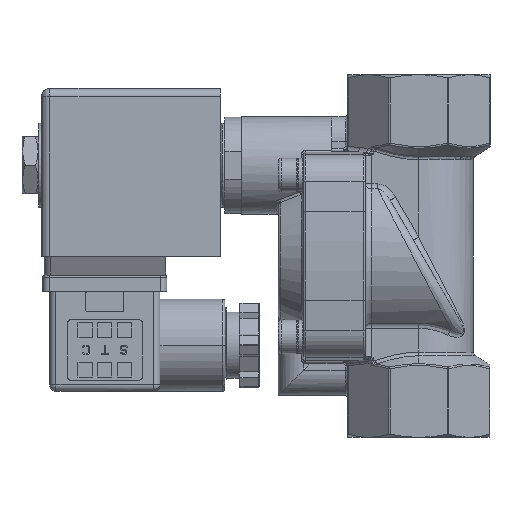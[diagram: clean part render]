
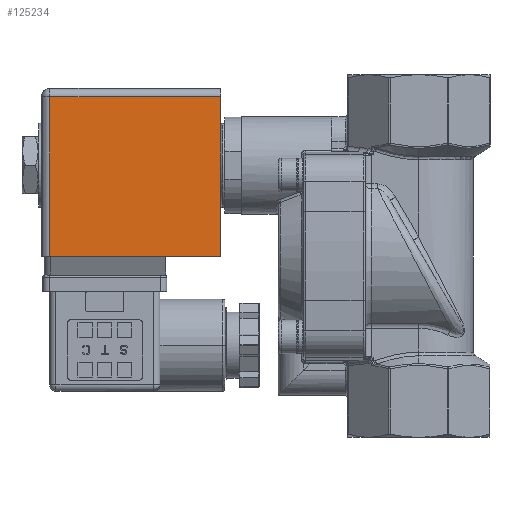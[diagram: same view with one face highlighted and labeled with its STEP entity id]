
A CAD part, left-side view. The second image highlights one B-rep face of the part: STEP entity #125234.
In plain terms, the highlighted planar face has unit normal (-1, 0, 0).
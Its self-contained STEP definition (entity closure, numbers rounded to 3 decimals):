
#8692 = EDGE_LOOP ( 'NONE', ( #92590, #75064, #99038, #59870 ) ) ;
#12069 = VERTEX_POINT ( 'NONE', #83748 ) ;
#12137 = DIRECTION ( 'NONE',  ( 0., 0., -1. ) ) ;
#13759 = VERTEX_POINT ( 'NONE', #28041 ) ;
#14585 = PLANE ( 'NONE',  #55670 ) ;
#17414 = VECTOR ( 'NONE', #25010, 1000. ) ;
#19853 = VECTOR ( 'NONE', #53725, 1000. ) ;
#25010 = DIRECTION ( 'NONE',  ( 0., 1., 0. ) ) ;
#28041 = CARTESIAN_POINT ( 'NONE',  ( -17.925, 41.2, 16.32 ) ) ;
#29984 = DIRECTION ( 'NONE',  ( 0., 0., 1. ) ) ;
#35477 = EDGE_CURVE ( 'NONE', #12069, #13759, #72082, .T. ) ;
#36922 = FACE_OUTER_BOUND ( 'NONE', #8692, .T. ) ;
#44901 = EDGE_CURVE ( 'NONE', #13759, #54984, #100761, .T. ) ;
#47085 = LINE ( 'NONE', #73510, #19853 ) ;
#52227 = CARTESIAN_POINT ( 'NONE',  ( -17.925, 41.2, -21.68 ) ) ;
#53725 = DIRECTION ( 'NONE',  ( 0., -1., 0. ) ) ;
#54984 = VERTEX_POINT ( 'NONE', #52227 ) ;
#55670 = AXIS2_PLACEMENT_3D ( 'NONE', #55849, #127972, #66202 ) ;
#55849 = CARTESIAN_POINT ( 'NONE',  ( -17.925, 0.5, -21.68 ) ) ;
#59870 = ORIENTED_EDGE ( 'NONE', *, *, #44901, .T. ) ;
#66202 = DIRECTION ( 'NONE',  ( 0., 0., 1. ) ) ;
#66358 = VERTEX_POINT ( 'NONE', #80881 ) ;
#72082 = LINE ( 'NONE', #117291, #17414 ) ;
#73510 = CARTESIAN_POINT ( 'NONE',  ( -17.925, 0.5, -21.68 ) ) ;
#75064 = ORIENTED_EDGE ( 'NONE', *, *, #82560, .T. ) ;
#80881 = CARTESIAN_POINT ( 'NONE',  ( -17.925, 0.5, -21.68 ) ) ;
#82560 = EDGE_CURVE ( 'NONE', #66358, #12069, #128408, .T. ) ;
#83748 = CARTESIAN_POINT ( 'NONE',  ( -17.925, 0.5, 16.32 ) ) ;
#86508 = EDGE_CURVE ( 'NONE', #54984, #66358, #47085, .T. ) ;
#92590 = ORIENTED_EDGE ( 'NONE', *, *, #86508, .T. ) ;
#99038 = ORIENTED_EDGE ( 'NONE', *, *, #35477, .T. ) ;
#100761 = LINE ( 'NONE', #125514, #124942 ) ;
#112348 = CARTESIAN_POINT ( 'NONE',  ( -17.925, 0.5, -21.68 ) ) ;
#117291 = CARTESIAN_POINT ( 'NONE',  ( -17.925, 0.5, 16.32 ) ) ;
#124942 = VECTOR ( 'NONE', #12137, 1000. ) ;
#125225 = VECTOR ( 'NONE', #29984, 1000. ) ;
#125234 = ADVANCED_FACE ( 'NONE', ( #36922 ), #14585, .T. ) ;
#125514 = CARTESIAN_POINT ( 'NONE',  ( -17.925, 41.2, -21.68 ) ) ;
#127972 = DIRECTION ( 'NONE',  ( -1., 0., 0. ) ) ;
#128408 = LINE ( 'NONE', #112348, #125225 ) ;
